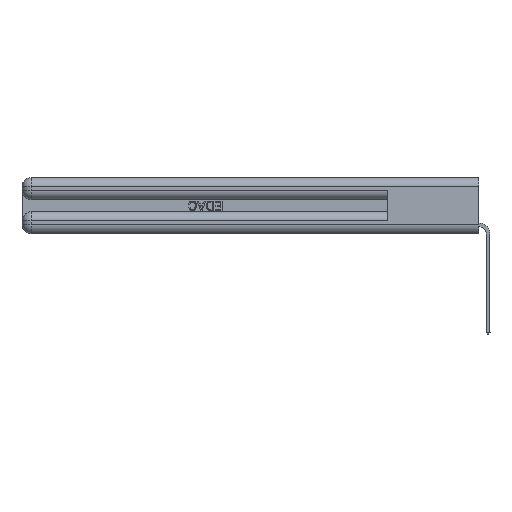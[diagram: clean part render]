
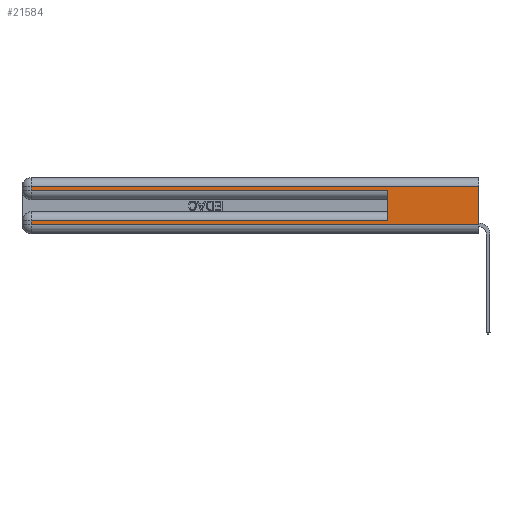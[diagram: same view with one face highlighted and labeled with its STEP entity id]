
A CAD part, left-side view. The second image highlights one B-rep face of the part: STEP entity #21584.
In plain terms, the highlighted planar face has unit normal (-1, 0, 0).
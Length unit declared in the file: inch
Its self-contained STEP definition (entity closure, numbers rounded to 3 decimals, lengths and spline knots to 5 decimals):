
#36 = EDGE_CURVE ( 'NONE', #24149, #11264, #16442, .T. ) ;
#717 = DIRECTION ( 'NONE',  ( 0., 0., -1. ) ) ;
#1231 = VERTEX_POINT ( 'NONE', #10188 ) ;
#1326 = DIRECTION ( 'NONE',  ( 0., 0., 1. ) ) ;
#1897 = VECTOR ( 'NONE', #1326, 39.37008 ) ;
#2253 = VERTEX_POINT ( 'NONE', #14148 ) ;
#2394 = ORIENTED_EDGE ( 'NONE', *, *, #36, .T. ) ;
#2495 = CARTESIAN_POINT ( 'NONE',  ( 0., 2.94, 0.06 ) ) ;
#2847 = CARTESIAN_POINT ( 'NONE',  ( 0., 0.6, 0.085 ) ) ;
#3480 = VECTOR ( 'NONE', #17931, 39.37008 ) ;
#4684 = VECTOR ( 'NONE', #13752, 39.37008 ) ;
#4701 = CARTESIAN_POINT ( 'NONE',  ( 0., 2.94, 0.37 ) ) ;
#6871 = CARTESIAN_POINT ( 'NONE',  ( 0., 0., 0.37 ) ) ;
#7257 = VERTEX_POINT ( 'NONE', #8798 ) ;
#7376 = CARTESIAN_POINT ( 'NONE',  ( 0., 0., 0.37 ) ) ;
#7524 = DIRECTION ( 'NONE',  ( 1., 0., 0. ) ) ;
#7726 = CARTESIAN_POINT ( 'NONE',  ( 0., 2.94, 0.37 ) ) ;
#7758 = VERTEX_POINT ( 'NONE', #2847 ) ;
#8050 = ORIENTED_EDGE ( 'NONE', *, *, #10009, .T. ) ;
#8798 = CARTESIAN_POINT ( 'NONE',  ( 0., 2.94, 0.085 ) ) ;
#9101 = LINE ( 'NONE', #6871, #3480 ) ;
#9691 = DIRECTION ( 'NONE',  ( 0., 0., -1. ) ) ;
#9787 = ORIENTED_EDGE ( 'NONE', *, *, #21149, .T. ) ;
#10009 = EDGE_CURVE ( 'NONE', #7257, #20223, #28103, .T. ) ;
#10188 = CARTESIAN_POINT ( 'NONE',  ( 0., 0., 0.31 ) ) ;
#11264 = VERTEX_POINT ( 'NONE', #14301 ) ;
#11533 = VECTOR ( 'NONE', #21161, 39.37008 ) ;
#11920 = ORIENTED_EDGE ( 'NONE', *, *, #19843, .T. ) ;
#12067 = CARTESIAN_POINT ( 'NONE',  ( 0., 0., 0.085 ) ) ;
#12641 = ORIENTED_EDGE ( 'NONE', *, *, #12994, .F. ) ;
#12994 = EDGE_CURVE ( 'NONE', #1231, #17040, #9101, .T. ) ;
#13752 = DIRECTION ( 'NONE',  ( 0., 0., -1. ) ) ;
#13989 = VECTOR ( 'NONE', #18782, 39.37008 ) ;
#14148 = CARTESIAN_POINT ( 'NONE',  ( 0., 0.6, 0.285 ) ) ;
#14234 = VECTOR ( 'NONE', #9691, 39.37008 ) ;
#14301 = CARTESIAN_POINT ( 'NONE',  ( 0., 2.94, 0.285 ) ) ;
#14483 = ORIENTED_EDGE ( 'NONE', *, *, #23377, .T. ) ;
#14981 = EDGE_CURVE ( 'NONE', #7758, #2253, #28961, .T. ) ;
#15400 = EDGE_CURVE ( 'NONE', #11264, #2253, #16975, .T. ) ;
#15830 = EDGE_LOOP ( 'NONE', ( #12641, #9787, #2394, #26366, #18875, #11920, #8050, #14483 ) ) ;
#16442 = LINE ( 'NONE', #4701, #4684 ) ;
#16975 = LINE ( 'NONE', #17128, #28474 ) ;
#17040 = VERTEX_POINT ( 'NONE', #20990 ) ;
#17128 = CARTESIAN_POINT ( 'NONE',  ( 0., 0., 0.285 ) ) ;
#17931 = DIRECTION ( 'NONE',  ( 0., 0., -1. ) ) ;
#17980 = AXIS2_PLACEMENT_3D ( 'NONE', #7376, #7524, #717 ) ;
#18255 = LINE ( 'NONE', #26988, #28994 ) ;
#18597 = PLANE ( 'NONE',  #17980 ) ;
#18746 = FACE_OUTER_BOUND ( 'NONE', #15830, .T. ) ;
#18782 = DIRECTION ( 'NONE',  ( 0., 1., 0. ) ) ;
#18875 = ORIENTED_EDGE ( 'NONE', *, *, #14981, .F. ) ;
#19843 = EDGE_CURVE ( 'NONE', #7758, #7257, #23637, .T. ) ;
#20223 = VERTEX_POINT ( 'NONE', #2495 ) ;
#20990 = CARTESIAN_POINT ( 'NONE',  ( 0., 0., 0.06 ) ) ;
#21134 = CARTESIAN_POINT ( 'NONE',  ( 0., 2.94, 0.31 ) ) ;
#21149 = EDGE_CURVE ( 'NONE', #1231, #24149, #21167, .T. ) ;
#21161 = DIRECTION ( 'NONE',  ( 0., 1., 0. ) ) ;
#21167 = LINE ( 'NONE', #25748, #13989 ) ;
#21584 = ADVANCED_FACE ( 'NONE', ( #18746 ), #18597, .F. ) ;
#23377 = EDGE_CURVE ( 'NONE', #20223, #17040, #18255, .T. ) ;
#23637 = LINE ( 'NONE', #12067, #11533 ) ;
#23810 = DIRECTION ( 'NONE',  ( 0., -1., 0. ) ) ;
#24149 = VERTEX_POINT ( 'NONE', #21134 ) ;
#24372 = CARTESIAN_POINT ( 'NONE',  ( 0., 0.6, 0.145 ) ) ;
#24917 = DIRECTION ( 'NONE',  ( 0., -1., 0. ) ) ;
#25748 = CARTESIAN_POINT ( 'NONE',  ( 0., 0., 0.31 ) ) ;
#26366 = ORIENTED_EDGE ( 'NONE', *, *, #15400, .T. ) ;
#26988 = CARTESIAN_POINT ( 'NONE',  ( 0., 0., 0.06 ) ) ;
#28103 = LINE ( 'NONE', #7726, #14234 ) ;
#28474 = VECTOR ( 'NONE', #23810, 39.37008 ) ;
#28961 = LINE ( 'NONE', #24372, #1897 ) ;
#28994 = VECTOR ( 'NONE', #24917, 39.37008 ) ;
